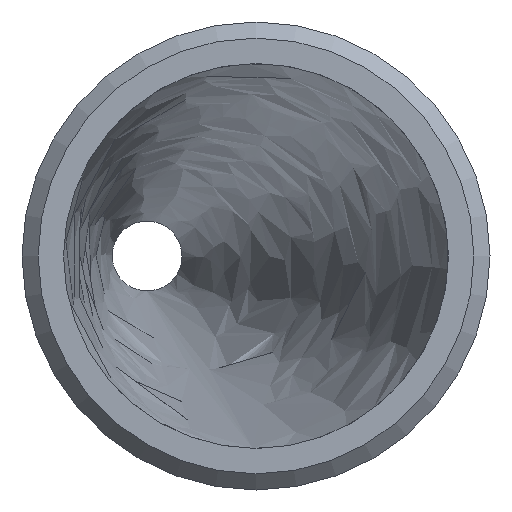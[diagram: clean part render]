
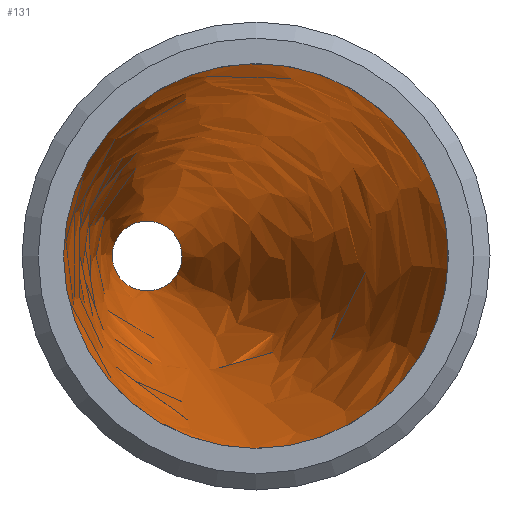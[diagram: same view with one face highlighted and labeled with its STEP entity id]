
A CAD part, front view. The second image highlights one B-rep face of the part: STEP entity #131.
In plain terms, the highlighted free-form (B-spline) face has degree [1, 2] with [2, 9] control points.
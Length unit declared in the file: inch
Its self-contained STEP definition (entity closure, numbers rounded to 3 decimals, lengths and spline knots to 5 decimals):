
#33=FACE_OUTER_BOUND('',#42,.T.);
#42=EDGE_LOOP('',(#95,#96,#97,#98,#99));
#54=B_SPLINE_CURVE_WITH_KNOTS('',1,(#245,#246),.UNSPECIFIED.,.F.,.F.,(2,
2),(0.00194,5.12838),.UNSPECIFIED.);
#56=CIRCLE('',#162,0.59626);
#57=CIRCLE('',#163,0.10827);
#58=CIRCLE('',#164,0.59626);
#67=VERTEX_POINT('',#241);
#68=VERTEX_POINT('',#242);
#69=VERTEX_POINT('',#244);
#78=EDGE_CURVE('',#67,#68,#56,.T.);
#79=EDGE_CURVE('',#68,#69,#54,.T.);
#80=EDGE_CURVE('',#69,#69,#57,.T.);
#81=EDGE_CURVE('',#68,#67,#58,.T.);
#95=ORIENTED_EDGE('',*,*,#78,.T.);
#96=ORIENTED_EDGE('',*,*,#79,.T.);
#97=ORIENTED_EDGE('',*,*,#80,.F.);
#98=ORIENTED_EDGE('',*,*,#79,.F.);
#99=ORIENTED_EDGE('',*,*,#81,.T.);
#129=(
BOUNDED_SURFACE()
B_SPLINE_SURFACE(1,2,((#223,#224,#225,#226,#227,#228,#229,#230,#231),(#232,
#233,#234,#235,#236,#237,#238,#239,#240)),.UNSPECIFIED.,.F.,.T.,.F.)
B_SPLINE_SURFACE_WITH_KNOTS((2,2),(3,2,2,2,3),(-0.11858,5.14884),
(-3.14159,-1.5708,0.,1.5708,3.14159),
 .UNSPECIFIED.)
GEOMETRIC_REPRESENTATION_ITEM()
RATIONAL_B_SPLINE_SURFACE(((1.,0.707,1.,0.707,1.,
0.707,1.,0.707,1.),(1.,0.707,1.,0.707,
1.,0.707,1.,0.707,1.)))
REPRESENTATION_ITEM('')
SURFACE()
);
#131=ADVANCED_FACE('',(#33),#129,.T.);
#162=AXIS2_PLACEMENT_3D('',#243,#182,#183);
#163=AXIS2_PLACEMENT_3D('',#247,#184,#185);
#164=AXIS2_PLACEMENT_3D('',#248,#186,#187);
#182=DIRECTION('center_axis',(0.,-1.,0.));
#183=DIRECTION('ref_axis',(-1.,0.,0.));
#184=DIRECTION('center_axis',(0.,-1.,0.));
#185=DIRECTION('ref_axis',(-0.018,0.,1.));
#186=DIRECTION('center_axis',(0.,-1.,0.));
#187=DIRECTION('ref_axis',(-1.,0.,0.));
#223=CARTESIAN_POINT('Ctrl Pts',(-0.00277,1.02947,
-0.60764));
#224=CARTESIAN_POINT('Ctrl Pts',(-0.6031,0.96365,-0.60764));
#225=CARTESIAN_POINT('Ctrl Pts',(-0.6031,0.96365,0.));
#226=CARTESIAN_POINT('Ctrl Pts',(-0.6031,0.96365,0.60764));
#227=CARTESIAN_POINT('Ctrl Pts',(-0.00277,1.02947,
0.60764));
#228=CARTESIAN_POINT('Ctrl Pts',(0.59756,1.09529,0.60764));
#229=CARTESIAN_POINT('Ctrl Pts',(0.59756,1.09529,0.));
#230=CARTESIAN_POINT('Ctrl Pts',(0.59756,1.09529,-0.60764));
#231=CARTESIAN_POINT('Ctrl Pts',(-0.00277,1.02947,
-0.60764));
#232=CARTESIAN_POINT('Ctrl Pts',(-0.34072,4.11197,-0.1063));
#233=CARTESIAN_POINT('Ctrl Pts',(-0.44574,4.10046,-0.1063));
#234=CARTESIAN_POINT('Ctrl Pts',(-0.44574,4.10046,0.));
#235=CARTESIAN_POINT('Ctrl Pts',(-0.44574,4.10046,0.1063));
#236=CARTESIAN_POINT('Ctrl Pts',(-0.34072,4.11197,0.1063));
#237=CARTESIAN_POINT('Ctrl Pts',(-0.2357,4.12349,0.1063));
#238=CARTESIAN_POINT('Ctrl Pts',(-0.2357,4.12349,0.));
#239=CARTESIAN_POINT('Ctrl Pts',(-0.2357,4.12349,-0.1063));
#240=CARTESIAN_POINT('Ctrl Pts',(-0.34072,4.11197,-0.1063));
#241=CARTESIAN_POINT('',(-0.59626,1.1,0.));
#242=CARTESIAN_POINT('',(-0.0105,1.1,-0.59617));
#243=CARTESIAN_POINT('Origin',(0.,1.1,0.));
#244=CARTESIAN_POINT('',(-0.33941,4.1,-0.10825));
#245=CARTESIAN_POINT('Ctrl Pts',(-0.0105,1.1,-0.59617));
#246=CARTESIAN_POINT('Ctrl Pts',(-0.33941,4.1,-0.10825));
#247=CARTESIAN_POINT('Origin',(-0.3375,4.1,0.));
#248=CARTESIAN_POINT('Origin',(0.,1.1,0.));
